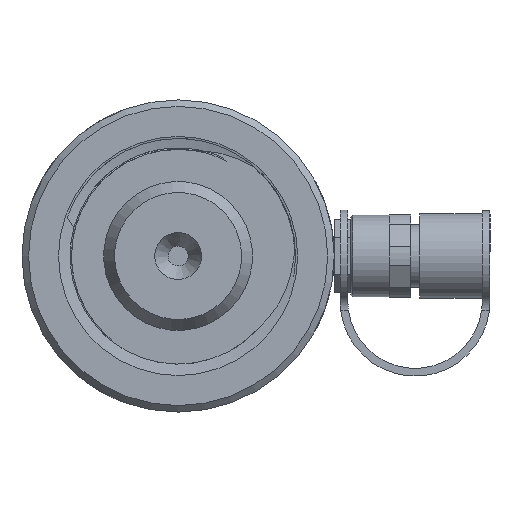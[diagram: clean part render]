
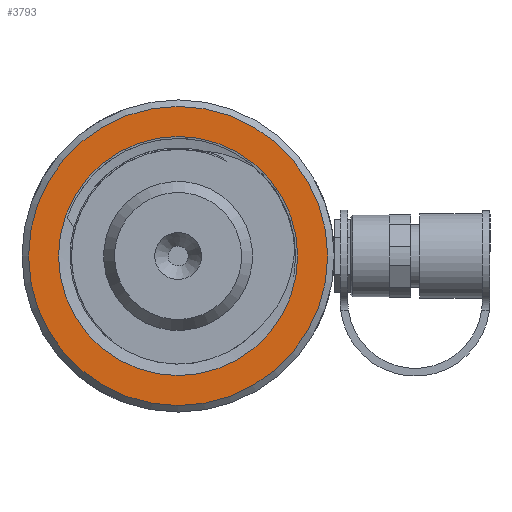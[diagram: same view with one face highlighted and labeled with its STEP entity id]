
A CAD part, left-side view. The second image highlights one B-rep face of the part: STEP entity #3793.
In plain terms, the highlighted planar face has unit normal (-1, 0, 0).
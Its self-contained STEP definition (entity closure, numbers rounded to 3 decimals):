
#1382 = ORIENTED_EDGE ( 'NONE', *, *, #12910, .F. ) ;
#1578 = CARTESIAN_POINT ( 'NONE',  ( -159.36, 0., 48.641 ) ) ;
#2439 = DIRECTION ( 'NONE',  ( 0., 0., 1. ) ) ;
#3197 = DIRECTION ( 'NONE',  ( -1., 0., 0. ) ) ;
#3514 = CARTESIAN_POINT ( 'NONE',  ( -159.36, 0., 0. ) ) ;
#3597 = FACE_OUTER_BOUND ( 'NONE', #10130, .T. ) ;
#3793 = ADVANCED_FACE ( 'NONE', ( #3597, #4763 ), #12183, .T. ) ;
#4763 = FACE_BOUND ( 'NONE', #11448, .T. ) ;
#5323 = CARTESIAN_POINT ( 'NONE',  ( -159.36, 0., 60.833 ) ) ;
#6025 = CARTESIAN_POINT ( 'NONE',  ( -159.36, 0., 0. ) ) ;
#6181 = DIRECTION ( 'NONE',  ( 0., 0., 1. ) ) ;
#6497 = VERTEX_POINT ( 'NONE', #1578 ) ;
#8187 = CARTESIAN_POINT ( 'NONE',  ( -159.36, 0., 0. ) ) ;
#8598 = DIRECTION ( 'NONE',  ( -1., 0., 0. ) ) ;
#8809 = CIRCLE ( 'NONE', #13621, 48.641 ) ;
#8996 = VERTEX_POINT ( 'NONE', #5323 ) ;
#10130 = EDGE_LOOP ( 'NONE', ( #12367 ) ) ;
#10855 = AXIS2_PLACEMENT_3D ( 'NONE', #3514, #13687, #6181 ) ;
#11448 = EDGE_LOOP ( 'NONE', ( #1382 ) ) ;
#12183 = PLANE ( 'NONE',  #10855 ) ;
#12367 = ORIENTED_EDGE ( 'NONE', *, *, #13225, .T. ) ;
#12910 = EDGE_CURVE ( 'NONE', #6497, #6497, #8809, .T. ) ;
#13086 = AXIS2_PLACEMENT_3D ( 'NONE', #6025, #8598, #2439 ) ;
#13225 = EDGE_CURVE ( 'NONE', #8996, #8996, #15779, .T. ) ;
#13621 = AXIS2_PLACEMENT_3D ( 'NONE', #8187, #3197, #14464 ) ;
#13687 = DIRECTION ( 'NONE',  ( -1., 0., 0. ) ) ;
#14464 = DIRECTION ( 'NONE',  ( 0., 0., 1. ) ) ;
#15779 = CIRCLE ( 'NONE', #13086, 60.833 ) ;
